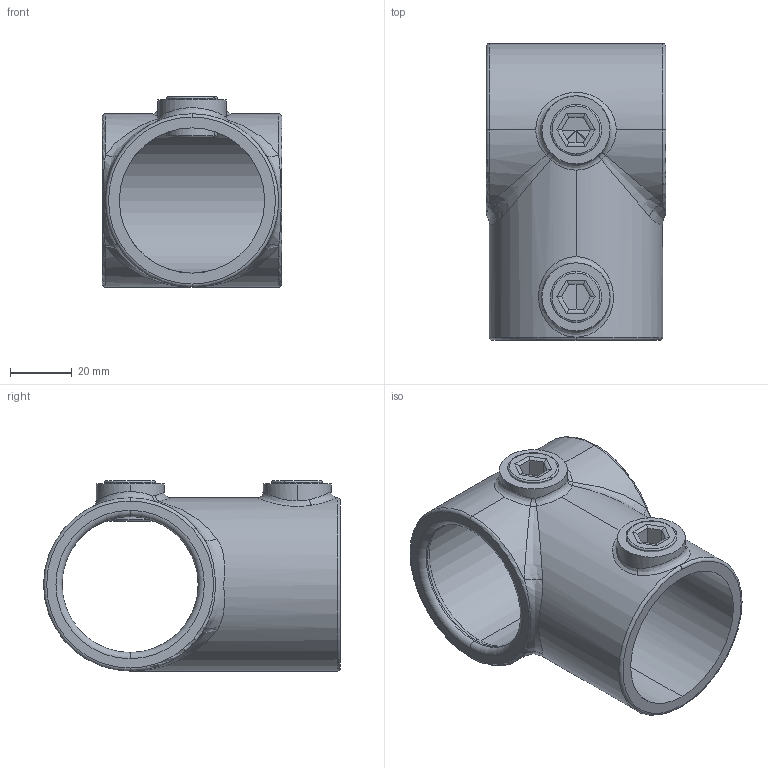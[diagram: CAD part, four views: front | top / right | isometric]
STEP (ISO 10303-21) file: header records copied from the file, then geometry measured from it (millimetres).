
FILE_DESCRIPTION (( 'STEP AP203' ), '1' );
FILE_NAME ('101-CB42.step', '2015-09-17T16:13:16', ( '' ), ( '' ), 'SwSTEP 2.0', 'SolidWorks 2015', '' );
FILE_SCHEMA (( 'CONFIG_CONTROL_DESIGN' ));
Length unit declared in the file: millimetre
Products named in the file (3): 101-C42 Teil1; 101-CB42; 101-C42 Teil2
Assembly tree (3 placements, depth 2):
  101-CB42
    101-C42 Teil1
    101-C42 Teil2  x2
Bounding box: 58 x 96 x 61.5 mm (x, y, z)
Volume: 73845 mm3; surface area: 35684 mm2
Topology: 3 solids, 3 shells, 119 faces, 275 edges, 155 vertices
Faces by surface type: cylinder 54, torus 26, plane 21, bspline 18
Entity records: 4738 total; most frequent: CARTESIAN_POINT 2457, ORIENTED_EDGE 430, DIRECTION 403, EDGE_CURVE 215, AXIS2_PLACEMENT_3D 173, VERTEX_POINT 123, EDGE_LOOP 100, ADVANCED_FACE 93
